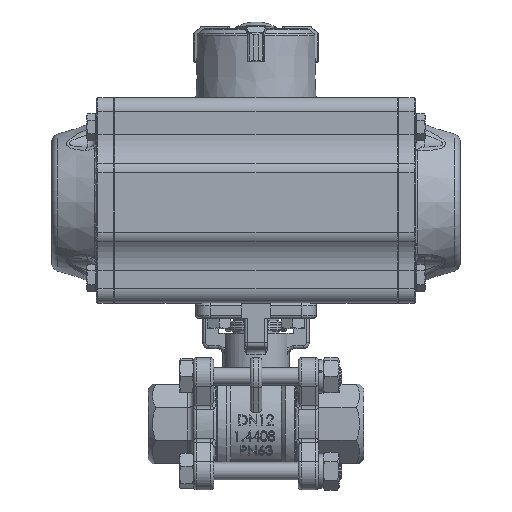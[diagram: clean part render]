
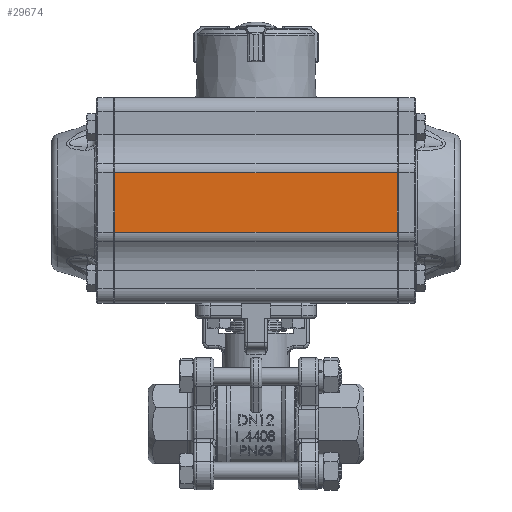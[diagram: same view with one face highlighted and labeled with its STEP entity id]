
A CAD part, top view. The second image highlights one B-rep face of the part: STEP entity #29674.
In plain terms, the highlighted face is planar.
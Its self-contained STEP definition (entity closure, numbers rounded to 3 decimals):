
#539=PLANE('',#39339);
#2717=LINE('',#50860,#4615);
#2718=LINE('',#50864,#4616);
#2719=LINE('',#50866,#4617);
#2720=LINE('',#50868,#4618);
#4615=VECTOR('',#42624,1000.);
#4616=VECTOR('',#42629,1000.);
#4617=VECTOR('',#42630,1000.);
#4618=VECTOR('',#42631,1000.);
#7586=ORIENTED_EDGE('',*,*,#16593,.F.);
#7587=ORIENTED_EDGE('',*,*,#16595,.T.);
#7588=ORIENTED_EDGE('',*,*,#16596,.T.);
#7589=ORIENTED_EDGE('',*,*,#16597,.T.);
#16593=EDGE_CURVE('',#21125,#21126,#2717,.T.);
#16595=EDGE_CURVE('',#21125,#21127,#2718,.T.);
#16596=EDGE_CURVE('',#21127,#21128,#2719,.T.);
#16597=EDGE_CURVE('',#21128,#21126,#2720,.T.);
#21125=VERTEX_POINT('',#50859);
#21126=VERTEX_POINT('',#50861);
#21127=VERTEX_POINT('',#50865);
#21128=VERTEX_POINT('',#50867);
#25195=EDGE_LOOP('',(#7586,#7587,#7588,#7589));
#27365=FACE_BOUND('',#25195,.T.);
#29674=ADVANCED_FACE('',(#27365),#539,.F.);
#39339=AXIS2_PLACEMENT_3D('',#50863,#42627,#42628);
#42624=DIRECTION('',(0.,0.,-1.));
#42627=DIRECTION('',(-1.,0.,0.));
#42628=DIRECTION('',(0.,0.,1.));
#42629=DIRECTION('',(0.,-1.,0.));
#42630=DIRECTION('',(0.,0.,-1.));
#42631=DIRECTION('',(0.,1.,0.));
#50859=CARTESIAN_POINT('',(29.5,10.363,49.2));
#50860=CARTESIAN_POINT('',(29.5,10.363,49.5));
#50861=CARTESIAN_POINT('',(29.5,10.363,-49.2));
#50863=CARTESIAN_POINT('',(29.5,-10.363,49.5));
#50864=CARTESIAN_POINT('',(29.5,-10.363,49.2));
#50865=CARTESIAN_POINT('',(29.5,-10.363,49.2));
#50866=CARTESIAN_POINT('',(29.5,-10.363,49.5));
#50867=CARTESIAN_POINT('',(29.5,-10.363,-49.2));
#50868=CARTESIAN_POINT('',(29.5,-10.363,-49.2));
